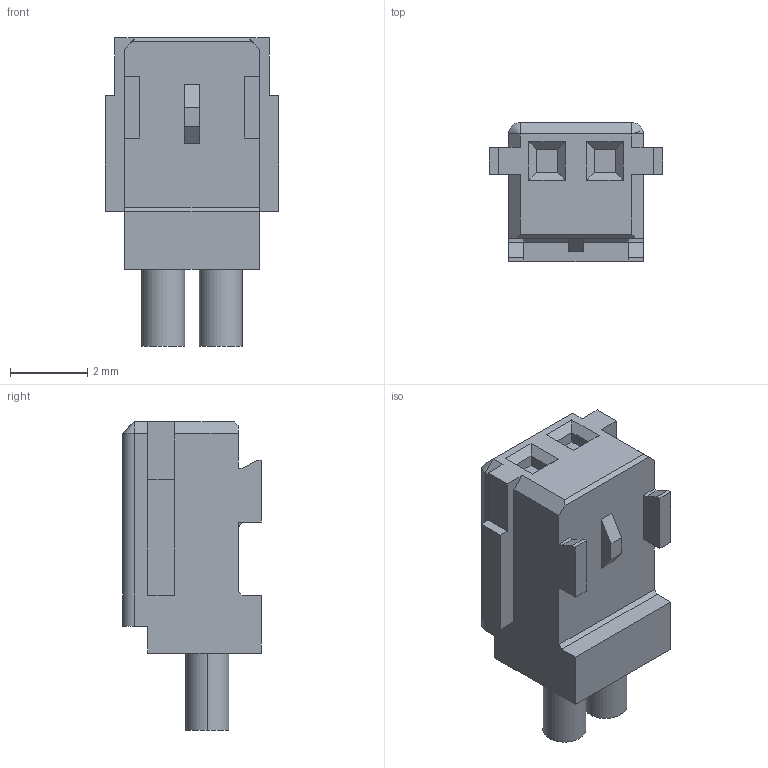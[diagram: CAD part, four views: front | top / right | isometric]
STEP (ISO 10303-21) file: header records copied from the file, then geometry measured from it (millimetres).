
FILE_DESCRIPTION((''),'2;1');
FILE_NAME('C-2058943-1','2013-10-29T',('workeradm'),('Tyco Electronics Ltd.'),'PRO/ENGINEER BY PARAMETRIC TECHNOLOGY CORPORATION, 2013050','PRO/ENGINEER BY PARAMETRIC TECHNOLOGY CORPORATION, 2013050','');
FILE_SCHEMA(('AUTOMOTIVE_DESIGN { 1 0 10303 214 1 1 1 1 }'));
Length unit declared in the file: millimetre
Products named in the file (1): C-2058943-1
Bounding box: 4.5 x 3.6 x 8 mm (x, y, z)
Volume: 71 mm3; surface area: 131.3 mm2
Topology: 1 solids, 1 shells, 74 faces, 189 edges, 120 vertices
Faces by surface type: plane 66, cylinder 6, cone 2
Entity records: 2347 total; most frequent: CARTESIAN_POINT 383, ORIENTED_EDGE 374, DIRECTION 347, EDGE_CURVE 187, VECTOR 175, LINE 175, COLOUR_RGB 126, VERTEX_POINT 120
